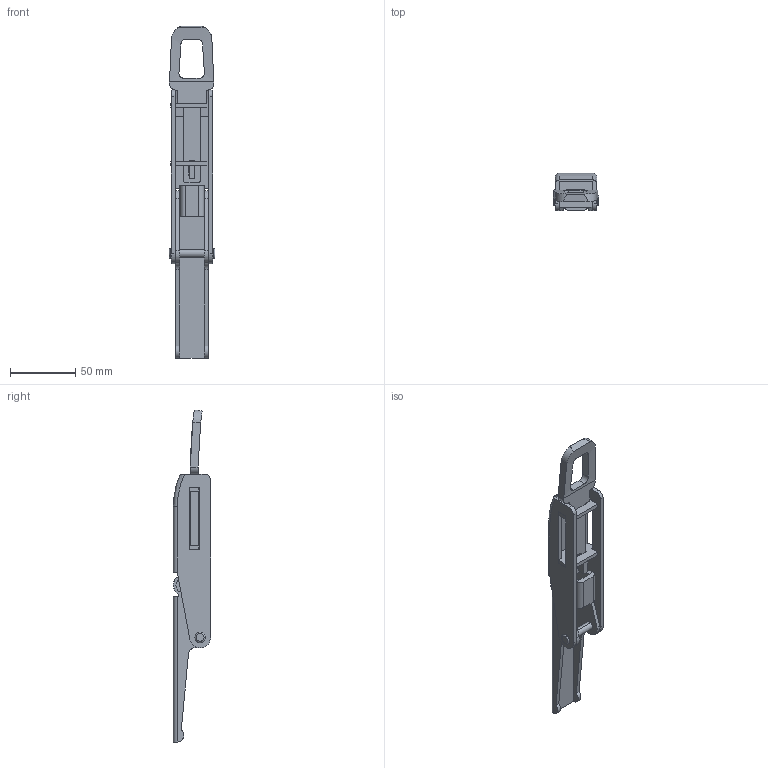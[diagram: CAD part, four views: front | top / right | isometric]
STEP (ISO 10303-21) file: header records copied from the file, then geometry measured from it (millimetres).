
FILE_DESCRIPTION (( 'STEP AP203' ), '1' );
FILE_NAME ('C-1861-2_.STEP', '2006-10-11T07:08:27', ( ' ' ), ( ' ' ), 'SwSTEP 2.0', 'SolidWorks 2006104', '' );
FILE_SCHEMA (( 'CONFIG_CONTROL_DESIGN' ));
Length unit declared in the file: millimetre
Products named in the file (9): 僇僶乕_棉太倌; 庴偗嵗_棉太倌; C-1861-2_; 僼僢僋_棉太倌; 儗僶乕_棉太倌; スプリング固定板_ﾃﾞﾌｫﾙﾄ; C-1861-2僴儞僪儖幉_岎_棉太倌; スプリングエンド_ﾃﾞﾌｫﾙﾄ; C-1861-2庡幉_岎_棉太倌
Assembly tree (9 placements, depth 2):
  C-1861-2_
    僼僢僋_棉太倌
    儗僶乕_棉太倌
    庴偗嵗_棉太倌
    スプリング固定板_ﾃﾞﾌｫﾙﾄ  x2
    スプリングエンド_ﾃﾞﾌｫﾙﾄ
    僇僶乕_棉太倌
    C-1861-2庡幉_岎_棉太倌
    C-1861-2僴儞僪儖幉_岎_棉太倌
Bounding box: 35 x 28.5 x 254 mm (x, y, z)
Volume: 60311.9 mm3; surface area: 44195.5 mm2
Topology: 9 solids, 9 shells, 202 faces, 512 edges, 330 vertices
Faces by surface type: plane 120, cylinder 68, cone 8, torus 6
Entity records: 6753 total; most frequent: CARTESIAN_POINT 1232, DIRECTION 970, ORIENTED_EDGE 928, EDGE_CURVE 464, AXIS2_PLACEMENT_3D 334, VECTOR 302, LINE 302, VERTEX_POINT 298
